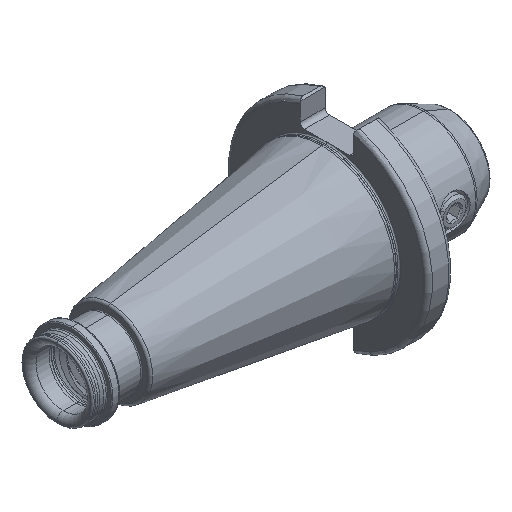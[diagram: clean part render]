
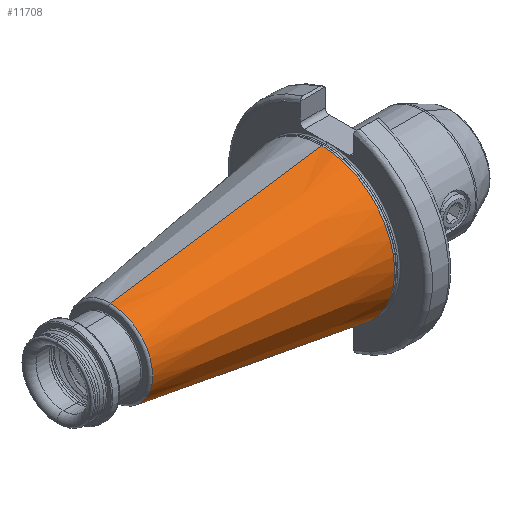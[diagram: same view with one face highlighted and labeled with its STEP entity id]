
A CAD part, isometric view. The second image highlights one B-rep face of the part: STEP entity #11708.
In plain terms, the highlighted conical face has half-angle 8.297 degrees and reference radius 35.027 mm.
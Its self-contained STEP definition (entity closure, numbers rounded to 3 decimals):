
#446 = EDGE_LOOP ( 'NONE', ( #15193, #15194, #15211, #15219 ) ) ;
#747 = EDGE_CURVE ( 'NONE', #11880, #11925, #13902, .T. ) ;
#809 = EDGE_CURVE ( 'NONE', #11892, #11900, #10511, .T. ) ;
#876 = EDGE_CURVE ( 'NONE', #11880, #11892, #1512, .T. ) ;
#916 = EDGE_CURVE ( 'NONE', #11925, #11900, #15161, .T. ) ;
#990 = FACE_OUTER_BOUND ( 'NONE', #446, .T. ) ;
#993 = CONICAL_SURFACE ( 'NONE', #4948, 35.027, 0.145 ) ;
#1506 = VECTOR ( 'NONE', #2137, 1000. ) ;
#1512 = LINE ( 'NONE', #2206, #1506 ) ;
#1685 = DIRECTION ( 'NONE',  ( -1., 0., 0. ) ) ;
#1686 = DIRECTION ( 'NONE',  ( 0., 0., 1. ) ) ;
#1695 = CARTESIAN_POINT ( 'NONE',  ( -8.5, 0., 0. ) ) ;
#2137 = DIRECTION ( 'NONE',  ( 0.99, 0., -0.144 ) ) ;
#2206 = CARTESIAN_POINT ( 'NONE',  ( -8.5, 0., -35.027 ) ) ;
#2449 = CARTESIAN_POINT ( 'NONE',  ( -110.123, 0., 0. ) ) ;
#2471 = DIRECTION ( 'NONE',  ( 0., 0., 1. ) ) ;
#2495 = DIRECTION ( 'NONE',  ( -1., 0., 0. ) ) ;
#2516 = DIRECTION ( 'NONE',  ( 0.99, 0., 0.144 ) ) ;
#2541 = CARTESIAN_POINT ( 'NONE',  ( -8.5, 0., 35.027 ) ) ;
#4810 = AXIS2_PLACEMENT_3D ( 'NONE', #2449, #2495, #2471 ) ;
#4837 = AXIS2_PLACEMENT_3D ( 'NONE', #1695, #1685, #1686 ) ;
#4948 = AXIS2_PLACEMENT_3D ( 'NONE', #8915, #8927, #8940 ) ;
#8915 = CARTESIAN_POINT ( 'NONE',  ( -8.5, 0., 0. ) ) ;
#8927 = DIRECTION ( 'NONE',  ( 1., 0., 0. ) ) ;
#8940 = DIRECTION ( 'NONE',  ( 0., 0., -1. ) ) ;
#10511 = CIRCLE ( 'NONE', #4837, 35.027 ) ;
#11708 = ADVANCED_FACE ( 'NONE', ( #990 ), #993, .T. ) ;
#11880 = VERTEX_POINT ( 'NONE', #14313 ) ;
#11892 = VERTEX_POINT ( 'NONE', #14269 ) ;
#11900 = VERTEX_POINT ( 'NONE', #14378 ) ;
#11925 = VERTEX_POINT ( 'NONE', #14375 ) ;
#13902 = CIRCLE ( 'NONE', #4810, 20.207 ) ;
#14269 = CARTESIAN_POINT ( 'NONE',  ( -8.5, 0., -35.027 ) ) ;
#14313 = CARTESIAN_POINT ( 'NONE',  ( -110.123, 0., -20.207 ) ) ;
#14375 = CARTESIAN_POINT ( 'NONE',  ( -110.123, 0., 20.207 ) ) ;
#14378 = CARTESIAN_POINT ( 'NONE',  ( -8.5, 0., 35.027 ) ) ;
#15161 = LINE ( 'NONE', #2541, #15164 ) ;
#15164 = VECTOR ( 'NONE', #2516, 1000. ) ;
#15193 = ORIENTED_EDGE ( 'NONE', *, *, #916, .F. ) ;
#15194 = ORIENTED_EDGE ( 'NONE', *, *, #747, .F. ) ;
#15211 = ORIENTED_EDGE ( 'NONE', *, *, #876, .T. ) ;
#15219 = ORIENTED_EDGE ( 'NONE', *, *, #809, .T. ) ;
